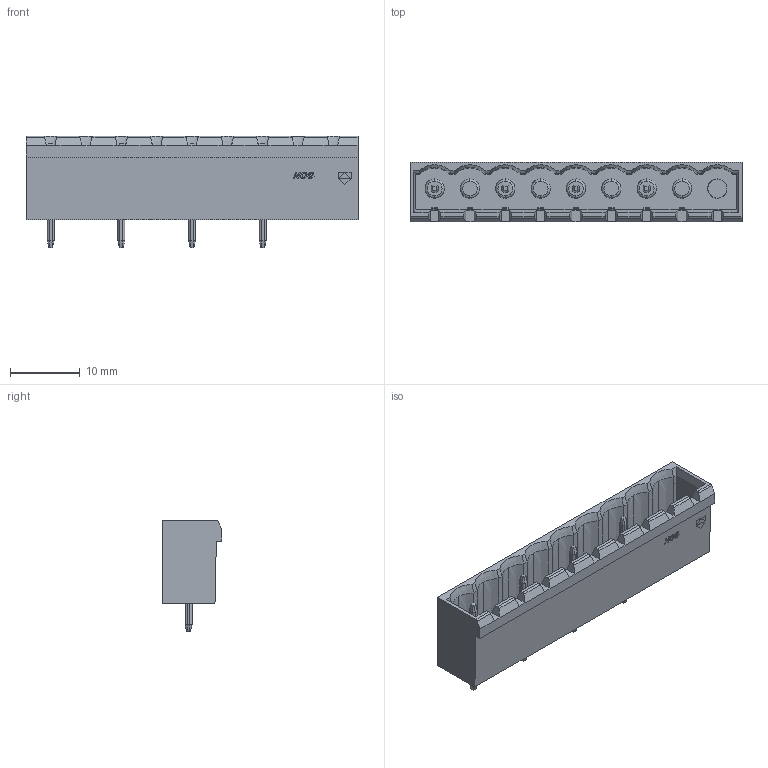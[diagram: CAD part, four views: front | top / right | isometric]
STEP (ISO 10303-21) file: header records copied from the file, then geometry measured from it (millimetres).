
FILE_DESCRIPTION(/* description */ ('Unknown'),/* implementation_level */ '2;1');
FILE_NAME(/* name */ '2EDGVC-5.08-09P-1Y-100Z(H) upraveny 9 pinu',/* time_stamp */ '2025-07-22T12:53:30+02:00',/* author */ ('Unknown'),/* organization */ ('Unknown'),/* preprocessor_version */ 'ST-DEVELOPER v19.4',/* originating_system */ 'Solid Edge',/* authorisation */ 'Unknown');
FILE_SCHEMA (('AUTOMOTIVE_DESIGN {1 0 10303 214 3 1 1}'));
Length unit declared in the file: millimetre
Products named in the file (1): 2EDGVC-5.08-09P-1Y-100Z(H) upraveny 9 pinu
Bounding box: 47.72 x 8.6 x 16 mm (x, y, z)
Volume: 2193.8 mm3; surface area: 3270.5 mm2
Topology: 1 solids, 1 shells, 565 faces, 1510 edges, 970 vertices
Faces by surface type: plane 422, cone 59, cylinder 50, bspline 18, torus 16
Entity records: 18341 total; most frequent: CARTESIAN_POINT 4728, ORIENTED_EDGE 3020, DIRECTION 2492, EDGE_CURVE 1510, LINE 1050, VECTOR 1050, VERTEX_POINT 970, AXIS2_PLACEMENT_3D 721
